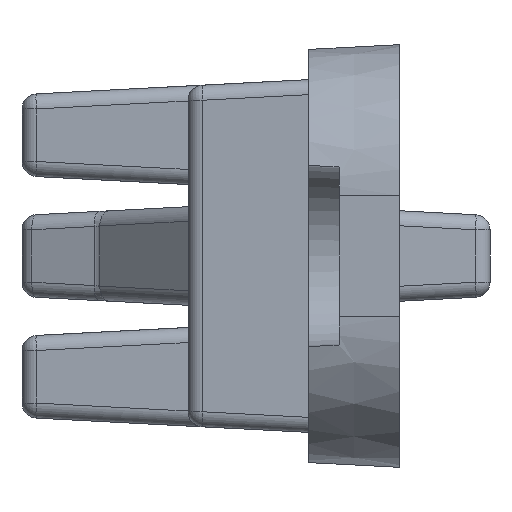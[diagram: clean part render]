
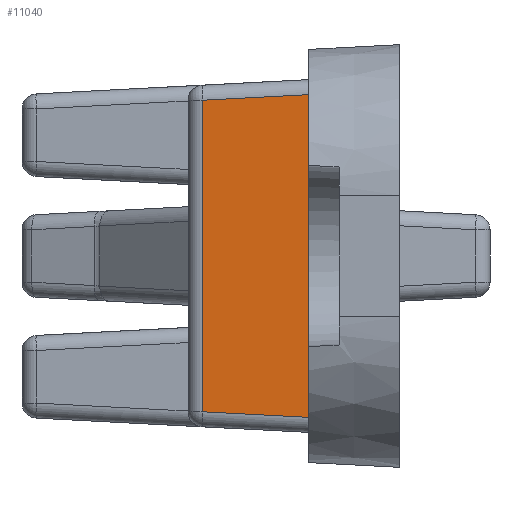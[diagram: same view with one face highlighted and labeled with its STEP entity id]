
A CAD part, left-side view. The second image highlights one B-rep face of the part: STEP entity #11040.
In plain terms, the highlighted planar face has unit normal (-0.999, 0.052, 0).
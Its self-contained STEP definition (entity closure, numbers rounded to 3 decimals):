
#591 = LINE ( 'NONE', #7011, #2360 ) ;
#592 = VECTOR ( 'NONE', #6880, 1000. ) ;
#593 = LINE ( 'NONE', #6892, #592 ) ;
#975 = LINE ( 'NONE', #3164, #978 ) ;
#978 = VECTOR ( 'NONE', #3157, 1000. ) ;
#2360 = VECTOR ( 'NONE', #6869, 1000. ) ;
#3157 = DIRECTION ( 'NONE',  ( 0., 0., 1. ) ) ;
#3164 = CARTESIAN_POINT ( 'NONE',  ( -15.843, 3., 0. ) ) ;
#3946 = CARTESIAN_POINT ( 'NONE',  ( -15.843, 3., 5.343 ) ) ;
#3948 = CARTESIAN_POINT ( 'NONE',  ( -15.658, 6.526, 5.159 ) ) ;
#3949 = CARTESIAN_POINT ( 'NONE',  ( -15.843, 3., -5.343 ) ) ;
#3967 = CARTESIAN_POINT ( 'NONE',  ( -15.658, 6.526, -5.159 ) ) ;
#4563 = FACE_OUTER_BOUND ( 'NONE', #5385, .T. ) ;
#5385 = EDGE_LOOP ( 'NONE', ( #9523, #9524, #9525, #9520 ) ) ;
#6823 = DIRECTION ( 'NONE',  ( -0.052, -0.997, -0.052 ) ) ;
#6852 = CARTESIAN_POINT ( 'NONE',  ( -15.985, 0.287, -5.486 ) ) ;
#6869 = DIRECTION ( 'NONE',  ( 0., 0., -1. ) ) ;
#6880 = DIRECTION ( 'NONE',  ( 0.052, 0.997, -0.052 ) ) ;
#6892 = CARTESIAN_POINT ( 'NONE',  ( -15.985, 0.287, 5.486 ) ) ;
#7011 = CARTESIAN_POINT ( 'NONE',  ( -15.658, 6.526, 0. ) ) ;
#8114 = EDGE_CURVE ( 'NONE', #10882, #10881, #593, .T. ) ;
#8115 = EDGE_CURVE ( 'NONE', #10881, #10865, #591, .T. ) ;
#8116 = EDGE_CURVE ( 'NONE', #10865, #10880, #8840, .T. ) ;
#8275 = DIRECTION ( 'NONE',  ( -0.052, -0.999, 0. ) ) ;
#8276 = DIRECTION ( 'NONE',  ( -0.999, 0.052, 0. ) ) ;
#8279 = PLANE ( 'NONE',  #16403 ) ;
#8281 = CARTESIAN_POINT ( 'NONE',  ( -16., 0., 0. ) ) ;
#8840 = LINE ( 'NONE', #6852, #8845 ) ;
#8845 = VECTOR ( 'NONE', #6823, 1000. ) ;
#9520 = ORIENTED_EDGE ( 'NONE', *, *, #12200, .T. ) ;
#9523 = ORIENTED_EDGE ( 'NONE', *, *, #8114, .T. ) ;
#9524 = ORIENTED_EDGE ( 'NONE', *, *, #8115, .T. ) ;
#9525 = ORIENTED_EDGE ( 'NONE', *, *, #8116, .T. ) ;
#10865 = VERTEX_POINT ( 'NONE', #3967 ) ;
#10880 = VERTEX_POINT ( 'NONE', #3949 ) ;
#10881 = VERTEX_POINT ( 'NONE', #3948 ) ;
#10882 = VERTEX_POINT ( 'NONE', #3946 ) ;
#11040 = ADVANCED_FACE ( 'NONE', ( #4563 ), #8279, .T. ) ;
#12200 = EDGE_CURVE ( 'NONE', #10880, #10882, #975, .T. ) ;
#16403 = AXIS2_PLACEMENT_3D ( 'NONE', #8281, #8276, #8275 ) ;
